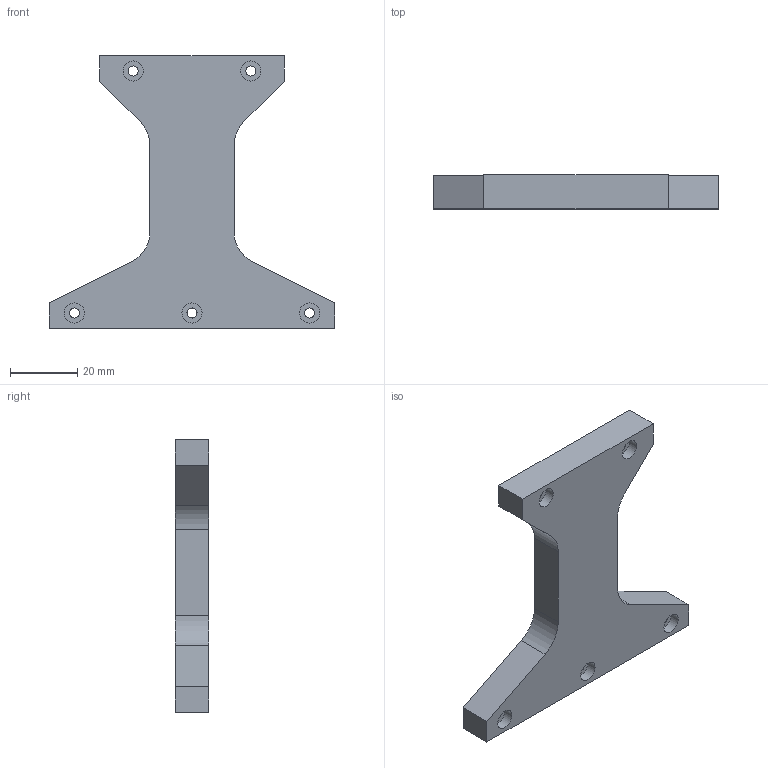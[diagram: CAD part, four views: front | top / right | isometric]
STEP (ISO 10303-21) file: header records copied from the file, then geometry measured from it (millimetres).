
FILE_DESCRIPTION(/* description */ (''),/* implementation_level */ '2;1');
FILE_NAME(/* name */ 'X-carriage-III-part4-rev2 v9.step',/* time_stamp */ '2019-03-03T15:50:23+01:00',/* author */ ('emytass'),/* organization */ (''),/* preprocessor_version */ 'ST-DEVELOPER v17.2',/* originating_system */ 'Autodesk Translation Framework v7.6.0.251',/* authorisation */ '');
FILE_SCHEMA (('AUTOMOTIVE_DESIGN { 1 0 10303 214 3 1 1 }'));
Length unit declared in the file: millimetre
Products named in the file (1): X-carriage-III-part4-rev2
Bounding box: 85 x 10 x 81 mm (x, y, z)
Volume: 33250.4 mm3; surface area: 10807 mm2
Topology: 1 solids, 1 shells, 33 faces, 83 edges, 57 vertices
Faces by surface type: plane 19, cylinder 14
Full cylindrical faces by diameter (mm): 3 x5, 6 x5
Entity records: 1069 total; most frequent: DIRECTION 184, CARTESIAN_POINT 174, ORIENTED_EDGE 166, EDGE_CURVE 83, AXIS2_PLACEMENT_3D 67, VERTEX_POINT 57, LINE 50, VECTOR 50
